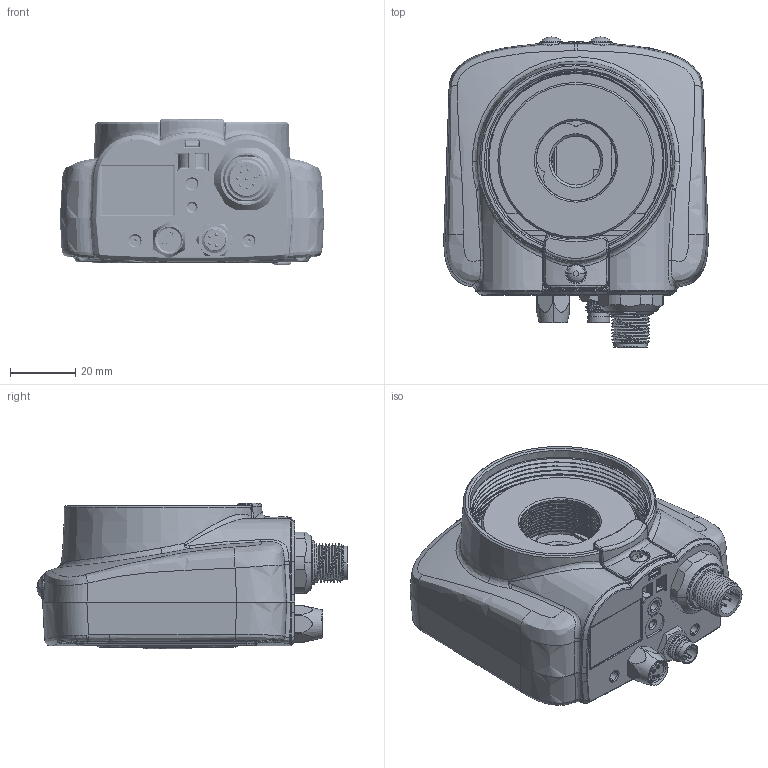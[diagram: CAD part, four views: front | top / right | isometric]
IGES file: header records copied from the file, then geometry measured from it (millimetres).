
Start section:  PTC IGES file: 159083.igs
Global section: file name: 159083.igs; native system: Pro/ENGINEER by Parametric Technology Corporation; preprocessor: 2009141; author: banengservice; organization: Unknown; date: 20120416.152217; units: inch
Bounding box: 81.17 x 95.25 x 44.68 mm (x, y, z)
Volume: 77118.5 mm3; surface area: 60753.7 mm2
Topology: 5 solids, 5 shells, 3142 faces, 7742 edges, 4638 vertices
Faces by surface type: bspline 1651, revolution 1479, extrusion 12
